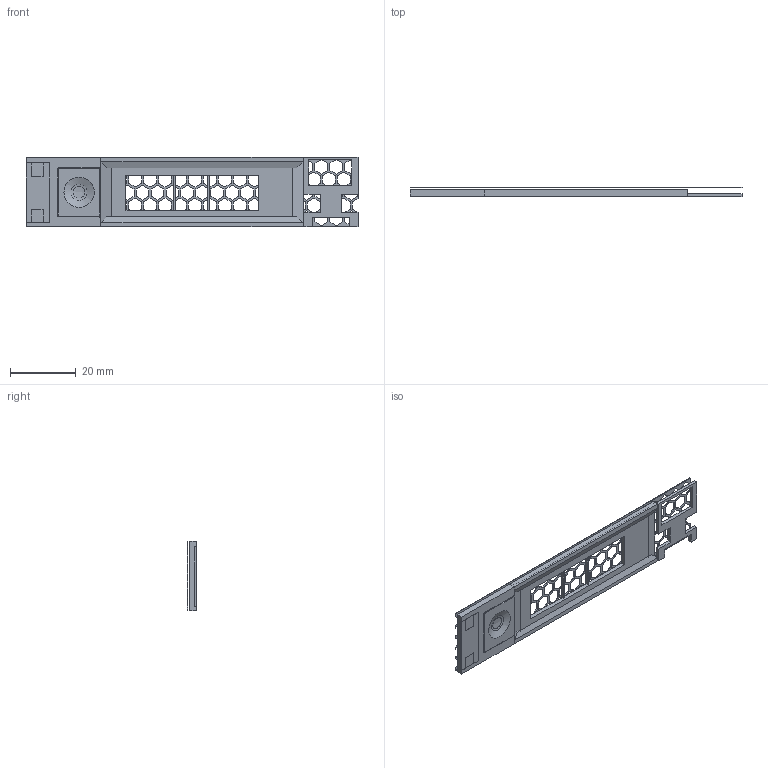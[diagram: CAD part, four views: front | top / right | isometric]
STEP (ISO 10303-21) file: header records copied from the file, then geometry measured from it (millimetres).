
FILE_DESCRIPTION(/* description */ (''),/* implementation_level */ '2;1');
FILE_NAME(/* name */ 'Inner panel.ipt.step',/* time_stamp */ '2022-11-29T08:36:13+01:00',/* author */ ('diederichbenedict'),/* organization */ (''),/* preprocessor_version */ 'ST-DEVELOPER v18.1',/* originating_system */ 'Autodesk Inventor 2022',/* authorisation */ '');
FILE_SCHEMA (('AUTOMOTIVE_DESIGN { 1 0 10303 214 3 1 1 }'));
Length unit declared in the file: millimetre
Products named in the file (1): Inner panel
Bounding box: 101.07 x 3 x 21.22 mm (x, y, z)
Volume: 2961.2 mm3; surface area: 7149.8 mm2
Topology: 13 solids, 13 shells, 843 faces, 2451 edges, 1635 vertices
Faces by surface type: plane 828, cylinder 12, sphere 3
Full cylindrical faces by diameter (mm): 3.699 x2, 5.086 x2
Entity records: 27763 total; most frequent: CARTESIAN_POINT 4930, ORIENTED_EDGE 4902, DIRECTION 4166, EDGE_CURVE 2451, LINE 2424, VECTOR 2424, VERTEX_POINT 1635, EDGE_LOOP 1064
